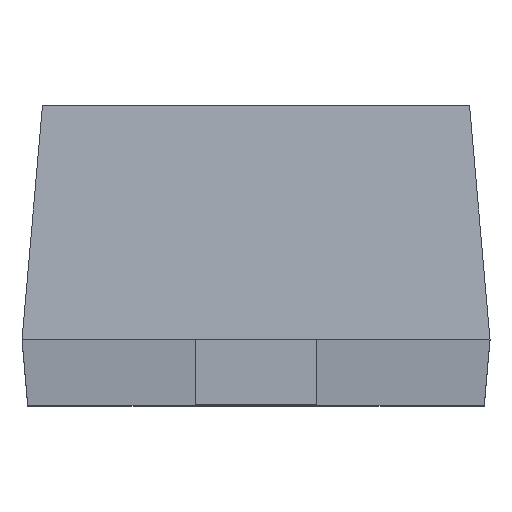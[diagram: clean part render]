
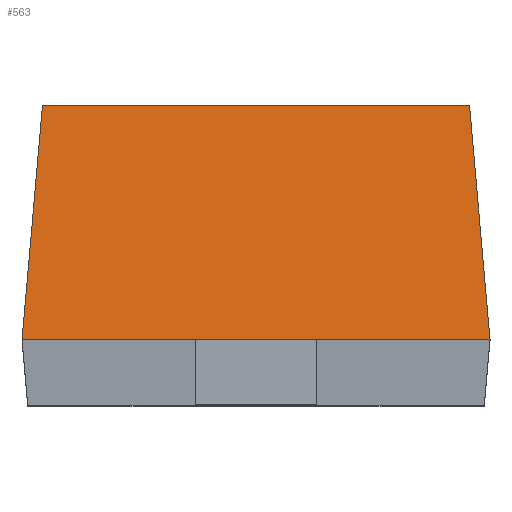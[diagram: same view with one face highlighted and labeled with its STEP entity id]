
A CAD part, top view. The second image highlights one B-rep face of the part: STEP entity #563.
In plain terms, the highlighted planar face has unit normal (0, 0.087, 0.996).
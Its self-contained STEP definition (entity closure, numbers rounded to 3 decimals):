
#1 = DIRECTION ( 'NONE',  ( 1., 0., 0. ) ) ;
#8 = EDGE_CURVE ( 'NONE', #421, #680, #187, .T. ) ;
#38 = PLANE ( 'NONE',  #319 ) ;
#41 = EDGE_CURVE ( 'NONE', #601, #820, #428, .T. ) ;
#53 = LINE ( 'NONE', #749, #853 ) ;
#70 = ORIENTED_EDGE ( 'NONE', *, *, #41, .F. ) ;
#75 = LINE ( 'NONE', #406, #487 ) ;
#125 = DIRECTION ( 'NONE',  ( -0.087, -0.992, 0.087 ) ) ;
#154 = CARTESIAN_POINT ( 'NONE',  ( -0.57, 0.625, 0.795 ) ) ;
#172 = CARTESIAN_POINT ( 'NONE',  ( 0.625, 0., 0.85 ) ) ;
#175 = DIRECTION ( 'NONE',  ( 1., 0., 0. ) ) ;
#178 = DIRECTION ( 'NONE',  ( 1., 0., 0. ) ) ;
#187 = LINE ( 'NONE', #172, #437 ) ;
#189 = DIRECTION ( 'NONE',  ( 0., 0.087, 0.996 ) ) ;
#217 = VECTOR ( 'NONE', #178, 1000. ) ;
#236 = LINE ( 'NONE', #385, #217 ) ;
#259 = FACE_OUTER_BOUND ( 'NONE', #410, .T. ) ;
#291 = LINE ( 'NONE', #545, #654 ) ;
#315 = VERTEX_POINT ( 'NONE', #154 ) ;
#319 = AXIS2_PLACEMENT_3D ( 'NONE', #599, #189, #864 ) ;
#385 = CARTESIAN_POINT ( 'NONE',  ( 0.625, 0.625, 0.795 ) ) ;
#406 = CARTESIAN_POINT ( 'NONE',  ( 0.625, 0., 0.85 ) ) ;
#410 = EDGE_LOOP ( 'NONE', ( #572, #637, #840, #70, #570, #610 ) ) ;
#421 = VERTEX_POINT ( 'NONE', #507 ) ;
#428 = LINE ( 'NONE', #643, #817 ) ;
#437 = VECTOR ( 'NONE', #175, 1000. ) ;
#456 = DIRECTION ( 'NONE',  ( 0.087, -0.992, 0.087 ) ) ;
#478 = DIRECTION ( 'NONE',  ( 1., 0., 0. ) ) ;
#487 = VECTOR ( 'NONE', #478, 1000. ) ;
#507 = CARTESIAN_POINT ( 'NONE',  ( -0.625, 0., 0.85 ) ) ;
#534 = EDGE_CURVE ( 'NONE', #315, #601, #236, .T. ) ;
#545 = CARTESIAN_POINT ( 'NONE',  ( -0.616, 0.108, 0.841 ) ) ;
#563 = ADVANCED_FACE ( 'NONE', ( #259 ), #38, .T. ) ;
#570 = ORIENTED_EDGE ( 'NONE', *, *, #534, .F. ) ;
#572 = ORIENTED_EDGE ( 'NONE', *, *, #8, .T. ) ;
#594 = CARTESIAN_POINT ( 'NONE',  ( -0.162, 0., 0.85 ) ) ;
#599 = CARTESIAN_POINT ( 'NONE',  ( 0.625, 0., 0.85 ) ) ;
#601 = VERTEX_POINT ( 'NONE', #725 ) ;
#610 = ORIENTED_EDGE ( 'NONE', *, *, #865, .T. ) ;
#620 = CARTESIAN_POINT ( 'NONE',  ( 0.163, 0., 0.85 ) ) ;
#637 = ORIENTED_EDGE ( 'NONE', *, *, #824, .T. ) ;
#643 = CARTESIAN_POINT ( 'NONE',  ( 0.625, 0., 0.85 ) ) ;
#654 = VECTOR ( 'NONE', #125, 1000. ) ;
#680 = VERTEX_POINT ( 'NONE', #594 ) ;
#725 = CARTESIAN_POINT ( 'NONE',  ( 0.57, 0.625, 0.795 ) ) ;
#749 = CARTESIAN_POINT ( 'NONE',  ( 0.625, 0., 0.85 ) ) ;
#817 = VECTOR ( 'NONE', #456, 1000. ) ;
#819 = CARTESIAN_POINT ( 'NONE',  ( 0.625, 0., 0.85 ) ) ;
#820 = VERTEX_POINT ( 'NONE', #819 ) ;
#824 = EDGE_CURVE ( 'NONE', #680, #829, #75, .T. ) ;
#829 = VERTEX_POINT ( 'NONE', #620 ) ;
#840 = ORIENTED_EDGE ( 'NONE', *, *, #845, .T. ) ;
#845 = EDGE_CURVE ( 'NONE', #829, #820, #53, .T. ) ;
#853 = VECTOR ( 'NONE', #1, 1000. ) ;
#864 = DIRECTION ( 'NONE',  ( 0., -0.996, 0.087 ) ) ;
#865 = EDGE_CURVE ( 'NONE', #315, #421, #291, .T. ) ;
